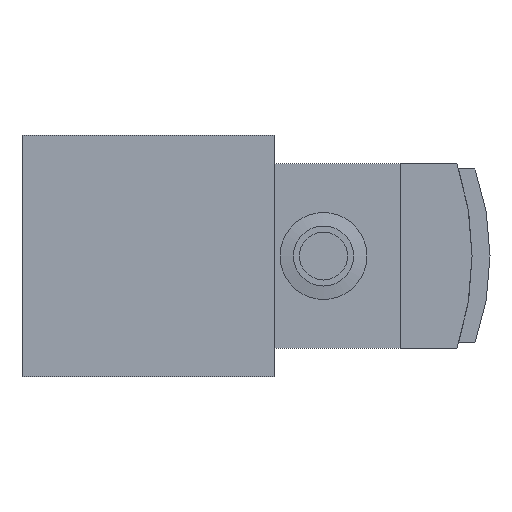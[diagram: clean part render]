
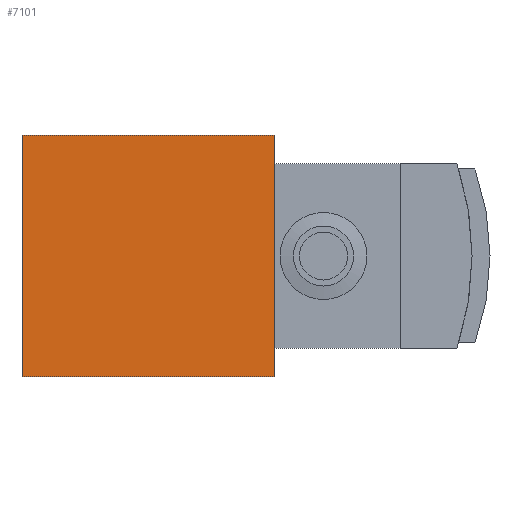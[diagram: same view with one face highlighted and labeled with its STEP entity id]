
A CAD part, front view. The second image highlights one B-rep face of the part: STEP entity #7101.
In plain terms, the highlighted planar face has unit normal (0, -1, 0).
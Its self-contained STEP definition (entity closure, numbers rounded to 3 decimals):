
#123=PLANE('',#7473);
#317=LINE('',#9336,#916);
#423=LINE('',#9558,#1022);
#438=LINE('',#9596,#1037);
#498=LINE('',#9757,#1097);
#916=VECTOR('',#7816,1000.);
#1022=VECTOR('',#7988,1000.);
#1037=VECTOR('',#8017,1000.);
#1097=VECTOR('',#8137,1000.);
#2062=ORIENTED_EDGE('',*,*,#3037,.F.);
#2063=ORIENTED_EDGE('',*,*,#3151,.F.);
#2064=ORIENTED_EDGE('',*,*,#3250,.F.);
#2065=ORIENTED_EDGE('',*,*,#3171,.F.);
#3037=EDGE_CURVE('',#3782,#3783,#317,.T.);
#3151=EDGE_CURVE('',#3865,#3782,#423,.T.);
#3171=EDGE_CURVE('',#3783,#3882,#438,.T.);
#3250=EDGE_CURVE('',#3882,#3865,#498,.T.);
#3782=VERTEX_POINT('',#9335);
#3783=VERTEX_POINT('',#9337);
#3865=VERTEX_POINT('',#9557);
#3882=VERTEX_POINT('',#9597);
#4453=EDGE_LOOP('',(#2062,#2063,#2064,#2065));
#4786=FACE_BOUND('',#4453,.T.);
#7101=ADVANCED_FACE('',(#4786),#123,.F.);
#7473=AXIS2_PLACEMENT_3D('',#10081,#8386,#8387);
#7816=DIRECTION('',(0.,0.,1.));
#7988=DIRECTION('',(-1.,0.,0.));
#8017=DIRECTION('',(1.,0.,0.));
#8137=DIRECTION('',(0.,0.,-1.));
#8386=DIRECTION('',(0.,1.,0.));
#8387=DIRECTION('',(0.,0.,1.));
#9335=CARTESIAN_POINT('',(-21.,-31.5,-20.1));
#9336=CARTESIAN_POINT('',(-21.,-31.5,-20.1));
#9337=CARTESIAN_POINT('',(-21.,-31.5,20.1));
#9557=CARTESIAN_POINT('',(21.,-31.5,-20.1));
#9558=CARTESIAN_POINT('',(21.,-31.5,-20.1));
#9596=CARTESIAN_POINT('',(-21.,-31.5,20.1));
#9597=CARTESIAN_POINT('',(21.,-31.5,20.1));
#9757=CARTESIAN_POINT('',(21.,-31.5,20.1));
#10081=CARTESIAN_POINT('',(0.,-31.5,0.));
